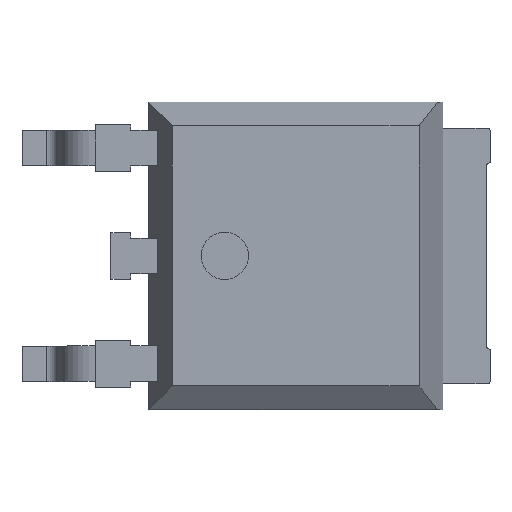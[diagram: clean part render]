
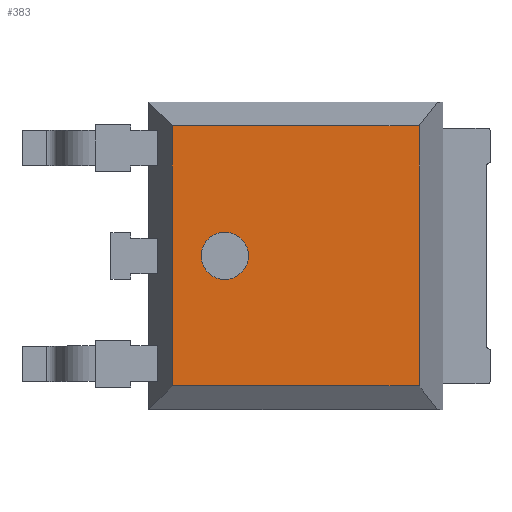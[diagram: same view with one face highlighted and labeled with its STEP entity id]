
A CAD part, top view. The second image highlights one B-rep face of the part: STEP entity #383.
In plain terms, the highlighted planar face has unit normal (0, 0, 1).
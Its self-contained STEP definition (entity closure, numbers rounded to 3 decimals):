
#34=VECTOR('',#35,1.);
#35=DIRECTION('',(0.,-1.,0.));
#47=DIRECTION('',(1.,0.,0.));
#65=VECTOR('',#66,1.);
#66=DIRECTION('',(-1.,0.,0.));
#104=DIRECTION('',(0.,1.,0.));
#108=ORIENTED_EDGE('',*,*,#109,.T.);
#109=EDGE_CURVE('',#110,#112,#114,.T.);
#110=VERTEX_POINT('',#111);
#111=CARTESIAN_POINT('',(-1.77,2.75,2.32));
#112=VERTEX_POINT('',#113);
#113=CARTESIAN_POINT('',(-1.77,-2.75,2.32));
#114=LINE('',#115,#34);
#115=CARTESIAN_POINT('',(-1.77,3.25,2.32));
#236=VECTOR('',#47,1.);
#259=VERTEX_POINT('',#260);
#260=CARTESIAN_POINT('',(3.45,2.75,2.32));
#265=ORIENTED_EDGE('',*,*,#266,.T.);
#266=EDGE_CURVE('',#259,#110,#267,.T.);
#267=LINE('',#260,#65);
#285=VECTOR('',#104,1.);
#297=DIRECTION('',(1.,0.,0.));
#324=DIRECTION('',(0.,0.,1.));
#329=EDGE_CURVE('',#330,#259,#332,.T.);
#330=VERTEX_POINT('',#331);
#331=CARTESIAN_POINT('',(3.45,-2.75,2.32));
#332=LINE('',#333,#285);
#333=CARTESIAN_POINT('',(3.45,-3.25,2.32));
#383=ADVANCED_FACE('',(#384,#390),#401,.T.);
#384=FACE_BOUND('',#385,.T.);
#385=EDGE_LOOP('',(#108,#386,#389,#265));
#386=ORIENTED_EDGE('',*,*,#387,.T.);
#387=EDGE_CURVE('',#112,#330,#388,.T.);
#388=LINE('',#113,#236);
#389=ORIENTED_EDGE('',*,*,#329,.T.);
#390=FACE_BOUND('',#391,.T.);
#391=EDGE_LOOP('',(#392));
#392=ORIENTED_EDGE('',*,*,#393,.T.);
#393=EDGE_CURVE('',#394,#394,#396,.T.);
#394=VERTEX_POINT('',#395);
#395=CARTESIAN_POINT('',(-1.16,0.,2.32));
#396=CIRCLE('',#397,0.5);
#397=AXIS2_PLACEMENT_3D('',#398,#399,#400);
#398=CARTESIAN_POINT('',(-0.66,0.,2.32));
#399=DIRECTION('',(0.,0.,-1.));
#400=DIRECTION('',(-1.,0.,0.));
#401=PLANE('',#402);
#402=AXIS2_PLACEMENT_3D('',#403,#324,#297);
#403=CARTESIAN_POINT('',(0.84,0.,2.32));
